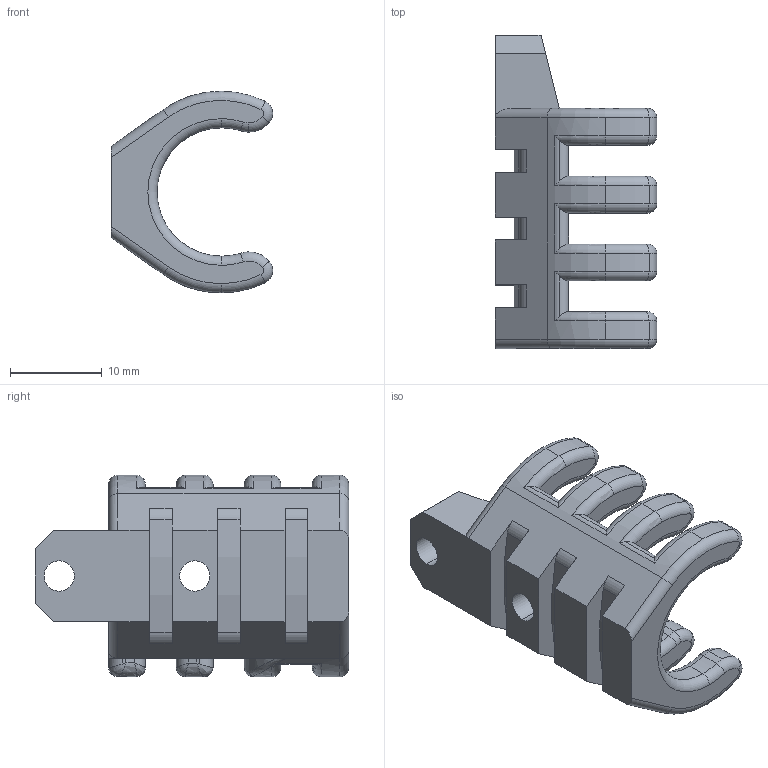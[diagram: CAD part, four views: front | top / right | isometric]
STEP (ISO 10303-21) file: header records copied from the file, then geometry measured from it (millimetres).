
FILE_DESCRIPTION (( 'STEP AP214' ), '1' );
FILE_NAME ('cable_guide^Cable Guide EVA3 nebula.STEP', '2025-06-27T08:06:22', ( 'Windows User' ), ( 'P R C' ), 'SwSTEP 2.0', 'SolidWorks 2022', '' );
FILE_SCHEMA (( 'AUTOMOTIVE_DESIGN' ));
Length unit declared in the file: millimetre
Products named in the file (1): cable_guide^Cable Guide EVA3 nebula
Bounding box: 17.63 x 34.2 x 22 mm (x, y, z)
Volume: 3706.7 mm3; surface area: 2945.5 mm2
Topology: 1 solids, 1 shells, 228 faces, 591 edges, 361 vertices
Faces by surface type: torus 89, cylinder 82, plane 45, bspline 12
Entity records: 7750 total; most frequent: CARTESIAN_POINT 2115, DIRECTION 1265, ORIENTED_EDGE 1172, EDGE_CURVE 586, AXIS2_PLACEMENT_3D 542, VERTEX_POINT 361, CIRCLE 325, EDGE_LOOP 233
